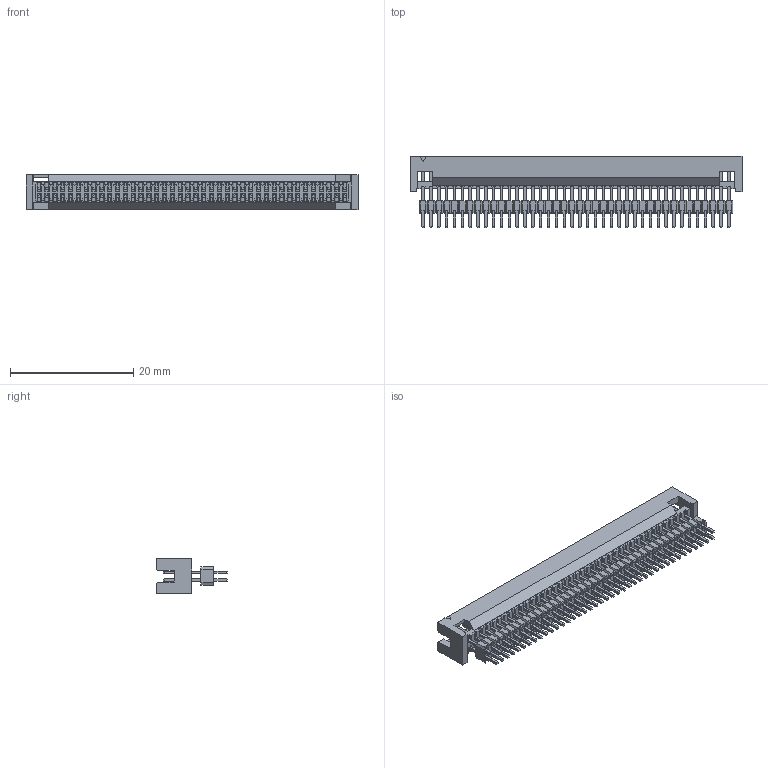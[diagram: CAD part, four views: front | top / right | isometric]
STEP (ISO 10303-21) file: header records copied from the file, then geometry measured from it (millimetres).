
FILE_DESCRIPTION((''),'2;1');
FILE_NAME('FBH127522-80P_ASM','2025-02-10T',('工程三'),(''),'PRO/ENGINEER BY PARAMETRIC TECHNOLOGY CORPORATION, 2010280','PRO/ENGINEER BY PARAMETRIC TECHNOLOGY CORPORATION, 2010280','');
FILE_SCHEMA(('CONFIG_CONTROL_DESIGN'));
Products named in the file (1): FBH127522-80P_ASM
Bounding box: 53.8 x 11.5 x 5.7 mm (x, y, z)
Volume: 1065.4 mm3; surface area: 3236.7 mm2
Topology: 1 solids, 1 shells, 2854 faces, 7607 edges, 4749 vertices
Faces by surface type: plane 2854
Entity records: 86259 total; most frequent: CARTESIAN_POINT 16152, ORIENTED_EDGE 15214, DIRECTION 13001, EDGE_CURVE 7607, VECTOR 7293, LINE 7293, VERTEX_POINT 4749, EDGE_LOOP 3014
